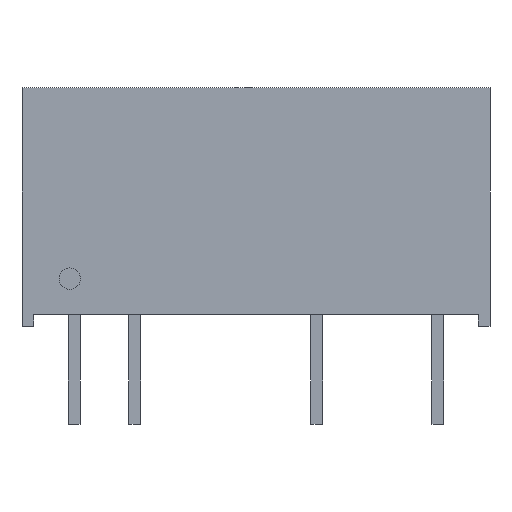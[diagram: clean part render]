
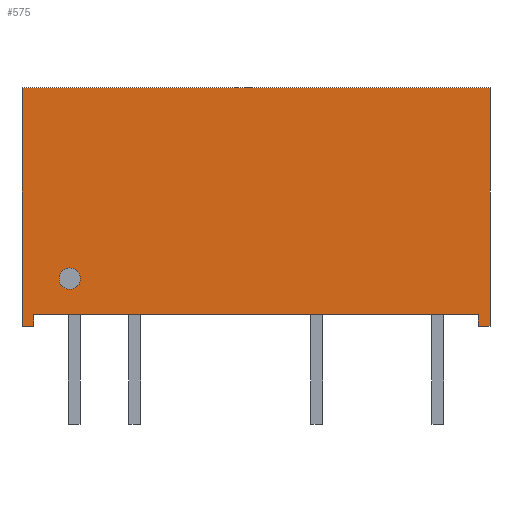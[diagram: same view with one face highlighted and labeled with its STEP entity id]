
A CAD part, front view. The second image highlights one B-rep face of the part: STEP entity #575.
In plain terms, the highlighted planar face has unit normal (0, -1, 0).
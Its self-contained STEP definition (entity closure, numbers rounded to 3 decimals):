
#15=CIRCLE('',#615,0.45);
#21=FACE_BOUND('',#91,.T.);
#54=FACE_OUTER_BOUND('',#90,.T.);
#90=EDGE_LOOP('',(#467,#468,#469,#470,#471,#472,#473,#474));
#91=EDGE_LOOP('',(#475));
#130=LINE('',#837,#203);
#143=LINE('',#868,#216);
#147=LINE('',#875,#220);
#150=LINE('',#881,#223);
#153=LINE('',#887,#226);
#156=LINE('',#893,#229);
#158=LINE('',#896,#231);
#160=LINE('',#899,#233);
#203=VECTOR('',#686,1000.);
#216=VECTOR('',#707,1000.);
#220=VECTOR('',#713,1000.);
#223=VECTOR('',#718,1000.);
#226=VECTOR('',#723,1000.);
#229=VECTOR('',#728,1000.);
#231=VECTOR('',#732,1000.);
#233=VECTOR('',#736,1000.);
#268=VERTEX_POINT('',#834);
#269=VERTEX_POINT('',#836);
#279=VERTEX_POINT('',#858);
#282=VERTEX_POINT('',#865);
#283=VERTEX_POINT('',#867);
#285=VERTEX_POINT('',#873);
#287=VERTEX_POINT('',#879);
#289=VERTEX_POINT('',#885);
#291=VERTEX_POINT('',#891);
#326=EDGE_CURVE('',#269,#268,#130,.T.);
#338=EDGE_CURVE('',#279,#279,#15,.T.);
#341=EDGE_CURVE('',#283,#282,#143,.T.);
#345=EDGE_CURVE('',#282,#285,#147,.T.);
#348=EDGE_CURVE('',#285,#287,#150,.T.);
#351=EDGE_CURVE('',#287,#289,#153,.T.);
#354=EDGE_CURVE('',#289,#291,#156,.T.);
#356=EDGE_CURVE('',#291,#269,#158,.T.);
#358=EDGE_CURVE('',#268,#283,#160,.T.);
#467=ORIENTED_EDGE('',*,*,#341,.T.);
#468=ORIENTED_EDGE('',*,*,#345,.T.);
#469=ORIENTED_EDGE('',*,*,#348,.T.);
#470=ORIENTED_EDGE('',*,*,#351,.T.);
#471=ORIENTED_EDGE('',*,*,#354,.T.);
#472=ORIENTED_EDGE('',*,*,#356,.T.);
#473=ORIENTED_EDGE('',*,*,#326,.T.);
#474=ORIENTED_EDGE('',*,*,#358,.T.);
#475=ORIENTED_EDGE('',*,*,#338,.F.);
#543=PLANE('',#623);
#575=ADVANCED_FACE('',(#54,#21),#543,.F.);
#615=AXIS2_PLACEMENT_3D('',#860,#701,#702);
#623=AXIS2_PLACEMENT_3D('',#900,#737,#738);
#686=DIRECTION('',(1.,0.,0.));
#701=DIRECTION('center_axis',(0.,-1.,0.));
#702=DIRECTION('ref_axis',(0.,0.,-1.));
#707=DIRECTION('',(1.,0.,0.));
#713=DIRECTION('',(0.,0.,1.));
#718=DIRECTION('',(-1.,0.,0.));
#723=DIRECTION('',(0.,0.,-1.));
#728=DIRECTION('',(1.,0.,0.));
#732=DIRECTION('',(0.,0.,1.));
#736=DIRECTION('',(0.,0.,-1.));
#737=DIRECTION('center_axis',(0.,1.,0.));
#738=DIRECTION('ref_axis',(0.,0.,1.));
#834=CARTESIAN_POINT('',(9.3,-3.5,0.5));
#836=CARTESIAN_POINT('',(-9.3,-3.5,0.5));
#837=CARTESIAN_POINT('',(-9.3,-3.5,0.5));
#858=CARTESIAN_POINT('',(-7.8,-3.5,2.45));
#860=CARTESIAN_POINT('Origin',(-7.8,-3.5,2.));
#865=CARTESIAN_POINT('',(9.8,-3.5,0.));
#867=CARTESIAN_POINT('',(9.3,-3.5,0.));
#868=CARTESIAN_POINT('',(9.3,-3.5,0.));
#873=CARTESIAN_POINT('',(9.8,-3.5,10.));
#875=CARTESIAN_POINT('',(9.8,-3.5,10.));
#879=CARTESIAN_POINT('',(-9.8,-3.5,10.));
#881=CARTESIAN_POINT('',(-9.8,-3.5,10.));
#885=CARTESIAN_POINT('',(-9.8,-3.5,0.));
#887=CARTESIAN_POINT('',(-9.8,-3.5,10.));
#891=CARTESIAN_POINT('',(-9.3,-3.5,0.));
#893=CARTESIAN_POINT('',(-9.8,-3.5,0.));
#896=CARTESIAN_POINT('',(-9.3,-3.5,0.));
#899=CARTESIAN_POINT('',(9.3,-3.5,0.5));
#900=CARTESIAN_POINT('Origin',(0.,-3.5,5.));
